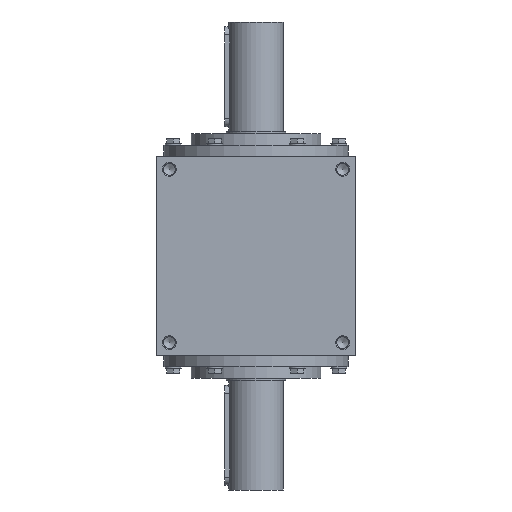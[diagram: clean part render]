
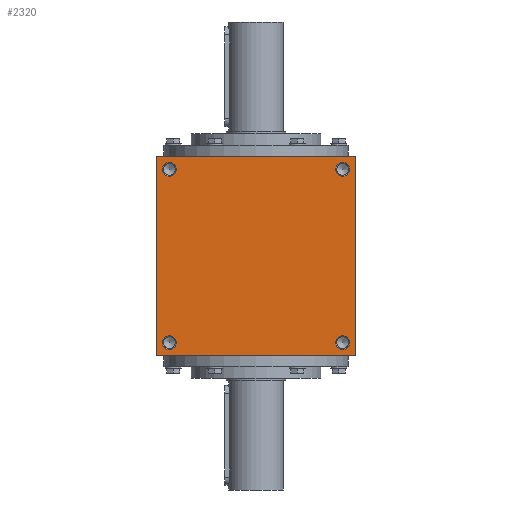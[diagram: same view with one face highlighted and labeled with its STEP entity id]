
A CAD part, left-side view. The second image highlights one B-rep face of the part: STEP entity #2320.
In plain terms, the highlighted face is planar.
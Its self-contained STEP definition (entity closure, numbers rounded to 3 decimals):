
#320=PLANE('',#2726);
#356=LINE('',#4193,#396);
#360=LINE('',#4210,#400);
#363=LINE('',#4226,#403);
#366=LINE('',#4240,#406);
#396=VECTOR('',#3380,1000.);
#400=VECTOR('',#3394,1000.);
#403=VECTOR('',#3409,1000.);
#406=VECTOR('',#3422,1000.);
#767=ORIENTED_EDGE('',*,*,#1189,.F.);
#768=ORIENTED_EDGE('',*,*,#1190,.T.);
#769=ORIENTED_EDGE('',*,*,#1191,.F.);
#770=ORIENTED_EDGE('',*,*,#1192,.T.);
#771=ORIENTED_EDGE('',*,*,#1159,.F.);
#772=ORIENTED_EDGE('',*,*,#1182,.F.);
#773=ORIENTED_EDGE('',*,*,#1175,.F.);
#774=ORIENTED_EDGE('',*,*,#1167,.F.);
#1159=EDGE_CURVE('',#1375,#1376,#356,.T.);
#1167=EDGE_CURVE('',#1376,#1383,#360,.T.);
#1175=EDGE_CURVE('',#1383,#1390,#363,.T.);
#1182=EDGE_CURVE('',#1390,#1375,#366,.T.);
#1189=EDGE_CURVE('',#1401,#1401,#1539,.T.);
#1190=EDGE_CURVE('',#1402,#1402,#1540,.T.);
#1191=EDGE_CURVE('',#1403,#1403,#1541,.T.);
#1192=EDGE_CURVE('',#1404,#1404,#1542,.T.);
#1375=VERTEX_POINT('',#4194);
#1376=VERTEX_POINT('',#4195);
#1383=VERTEX_POINT('',#4211);
#1390=VERTEX_POINT('',#4227);
#1401=VERTEX_POINT('',#4255);
#1402=VERTEX_POINT('',#4257);
#1403=VERTEX_POINT('',#4259);
#1404=VERTEX_POINT('',#4261);
#1539=CIRCLE('',#2727,7.);
#1540=CIRCLE('',#2728,7.);
#1541=CIRCLE('',#2729,7.);
#1542=CIRCLE('',#2730,7.);
#1722=EDGE_LOOP('',(#767));
#1723=EDGE_LOOP('',(#768));
#1724=EDGE_LOOP('',(#769));
#1725=EDGE_LOOP('',(#770));
#1726=EDGE_LOOP('',(#771,#772,#773,#774));
#2012=FACE_BOUND('',#1722,.T.);
#2013=FACE_BOUND('',#1723,.T.);
#2014=FACE_BOUND('',#1724,.T.);
#2015=FACE_BOUND('',#1725,.T.);
#2016=FACE_BOUND('',#1726,.T.);
#2320=ADVANCED_FACE('',(#2012,#2013,#2014,#2015,#2016),#320,.F.);
#2726=AXIS2_PLACEMENT_3D('',#4253,#3436,#3437);
#2727=AXIS2_PLACEMENT_3D('',#4254,#3438,#3439);
#2728=AXIS2_PLACEMENT_3D('',#4256,#3440,#3441);
#2729=AXIS2_PLACEMENT_3D('',#4258,#3442,#3443);
#2730=AXIS2_PLACEMENT_3D('',#4260,#3444,#3445);
#3380=DIRECTION('',(0.,-1.,0.));
#3394=DIRECTION('',(1.,0.,0.));
#3409=DIRECTION('',(0.,1.,0.));
#3422=DIRECTION('',(-1.,0.,0.));
#3436=DIRECTION('',(0.,0.,1.));
#3437=DIRECTION('',(1.,0.,0.));
#3438=DIRECTION('',(0.,0.,-1.));
#3439=DIRECTION('',(-1.,0.,0.));
#3440=DIRECTION('',(0.,0.,1.));
#3441=DIRECTION('',(1.,0.,0.));
#3442=DIRECTION('',(0.,0.,-1.));
#3443=DIRECTION('',(-1.,0.,0.));
#3444=DIRECTION('',(0.,0.,1.));
#3445=DIRECTION('',(1.,0.,0.));
#4193=CARTESIAN_POINT('',(-100.,100.,-100.));
#4194=CARTESIAN_POINT('',(-100.,100.,-100.));
#4195=CARTESIAN_POINT('',(-100.,-100.,-100.));
#4210=CARTESIAN_POINT('',(-100.,-100.,-100.));
#4211=CARTESIAN_POINT('',(100.,-100.,-100.));
#4226=CARTESIAN_POINT('',(100.,-100.,-100.));
#4227=CARTESIAN_POINT('',(100.,100.,-100.));
#4240=CARTESIAN_POINT('',(100.,100.,-100.));
#4253=CARTESIAN_POINT('',(0.,0.,-100.));
#4254=CARTESIAN_POINT('',(-87.,87.,-100.));
#4255=CARTESIAN_POINT('',(-94.,87.,-100.));
#4256=CARTESIAN_POINT('',(87.,87.,-100.));
#4257=CARTESIAN_POINT('',(94.,87.,-100.));
#4258=CARTESIAN_POINT('',(-87.,-87.,-100.));
#4259=CARTESIAN_POINT('',(-94.,-87.,-100.));
#4260=CARTESIAN_POINT('',(87.,-87.,-100.));
#4261=CARTESIAN_POINT('',(94.,-87.,-100.));
